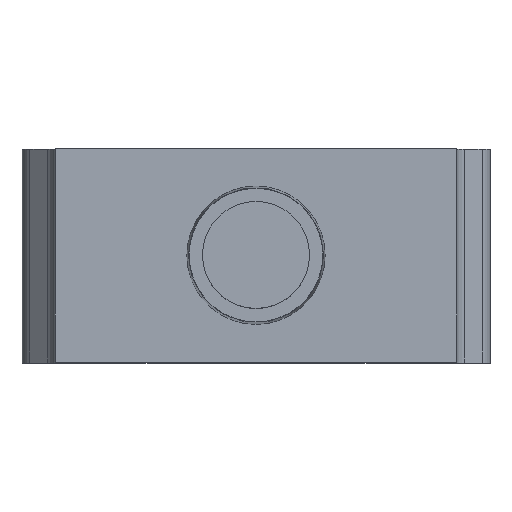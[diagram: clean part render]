
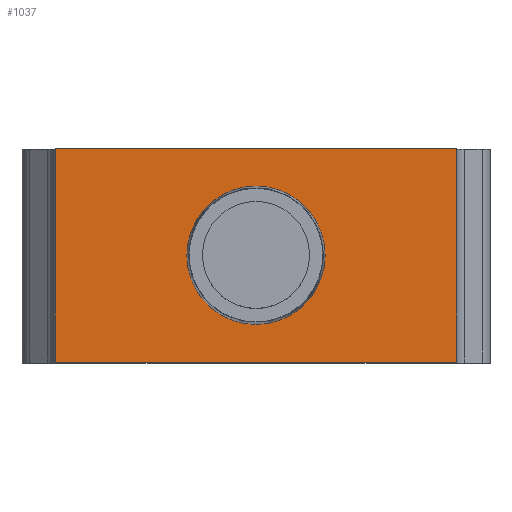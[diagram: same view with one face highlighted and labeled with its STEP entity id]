
A CAD part, top view. The second image highlights one B-rep face of the part: STEP entity #1037.
In plain terms, the highlighted face is planar.
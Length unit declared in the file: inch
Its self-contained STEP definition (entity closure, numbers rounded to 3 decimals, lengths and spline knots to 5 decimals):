
#92 = EDGE_CURVE ( 'NONE', #2826, #2184, #2528, .T. ) ;
#251 = EDGE_LOOP ( 'NONE', ( #1971, #1437, #1465, #439 ) ) ;
#397 = VERTEX_POINT ( 'NONE', #1629 ) ;
#405 = VECTOR ( 'NONE', #2504, 39.37008 ) ;
#439 = ORIENTED_EDGE ( 'NONE', *, *, #1051, .T. ) ;
#518 = CARTESIAN_POINT ( 'NONE',  ( 0., 0., 0. ) ) ;
#543 = EDGE_CURVE ( 'NONE', #397, #1409, #1712, .T. ) ;
#665 = CARTESIAN_POINT ( 'NONE',  ( 0., 0., -0.57087 ) ) ;
#795 = PLANE ( 'NONE',  #2122 ) ;
#819 = CARTESIAN_POINT ( 'NONE',  ( 0., 0., 0. ) ) ;
#859 = CARTESIAN_POINT ( 'NONE',  ( -1.1811, 0., -0.62992 ) ) ;
#1037 = ADVANCED_FACE ( 'NONE', ( #3121, #3174 ), #795, .T. ) ;
#1051 = EDGE_CURVE ( 'NONE', #1409, #2184, #3140, .T. ) ;
#1110 = CARTESIAN_POINT ( 'NONE',  ( 0., 0., -0.57087 ) ) ;
#1160 = ORIENTED_EDGE ( 'NONE', *, *, #1475, .T. ) ;
#1269 = CARTESIAN_POINT ( 'NONE',  ( -0.59055, 0., -0.31496 ) ) ;
#1388 = LINE ( 'NONE', #1862, #3126 ) ;
#1404 = DIRECTION ( 'NONE',  ( -1., 0., 0. ) ) ;
#1409 = VERTEX_POINT ( 'NONE', #518 ) ;
#1437 = ORIENTED_EDGE ( 'NONE', *, *, #2434, .F. ) ;
#1465 = ORIENTED_EDGE ( 'NONE', *, *, #543, .T. ) ;
#1475 = EDGE_CURVE ( 'NONE', #2153, #2153, #1929, .T. ) ;
#1629 = CARTESIAN_POINT ( 'NONE',  ( 0., 0., -0.62992 ) ) ;
#1712 = LINE ( 'NONE', #665, #405 ) ;
#1836 = DIRECTION ( 'NONE',  ( 0., -1., 0. ) ) ;
#1862 = CARTESIAN_POINT ( 'NONE',  ( -1.27953, 0., -0.62992 ) ) ;
#1929 = CIRCLE ( 'NONE', #2094, 0.20359 ) ;
#1971 = ORIENTED_EDGE ( 'NONE', *, *, #92, .F. ) ;
#2047 = DIRECTION ( 'NONE',  ( 0., 0., 1. ) ) ;
#2094 = AXIS2_PLACEMENT_3D ( 'NONE', #1269, #2796, #2813 ) ;
#2122 = AXIS2_PLACEMENT_3D ( 'NONE', #1110, #1836, #2644 ) ;
#2152 = DIRECTION ( 'NONE',  ( -1., 0., 0. ) ) ;
#2153 = VERTEX_POINT ( 'NONE', #3175 ) ;
#2184 = VERTEX_POINT ( 'NONE', #2277 ) ;
#2277 = CARTESIAN_POINT ( 'NONE',  ( -1.1811, 0., 0. ) ) ;
#2434 = EDGE_CURVE ( 'NONE', #397, #2826, #1388, .T. ) ;
#2444 = EDGE_LOOP ( 'NONE', ( #1160 ) ) ;
#2504 = DIRECTION ( 'NONE',  ( 0., 0., 1. ) ) ;
#2528 = LINE ( 'NONE', #2782, #2608 ) ;
#2548 = VECTOR ( 'NONE', #2152, 39.37008 ) ;
#2608 = VECTOR ( 'NONE', #2047, 39.37008 ) ;
#2644 = DIRECTION ( 'NONE',  ( -1., 0., 0. ) ) ;
#2782 = CARTESIAN_POINT ( 'NONE',  ( -1.1811, 0., -0.62992 ) ) ;
#2796 = DIRECTION ( 'NONE',  ( 0., 1., 0. ) ) ;
#2813 = DIRECTION ( 'NONE',  ( 1., 0., 0. ) ) ;
#2826 = VERTEX_POINT ( 'NONE', #859 ) ;
#3121 = FACE_BOUND ( 'NONE', #2444, .T. ) ;
#3126 = VECTOR ( 'NONE', #1404, 39.37008 ) ;
#3140 = LINE ( 'NONE', #819, #2548 ) ;
#3174 = FACE_OUTER_BOUND ( 'NONE', #251, .T. ) ;
#3175 = CARTESIAN_POINT ( 'NONE',  ( -0.38696, 0., -0.31496 ) ) ;
